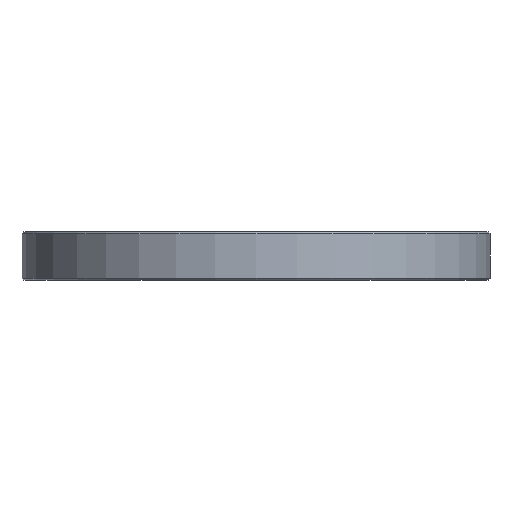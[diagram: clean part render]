
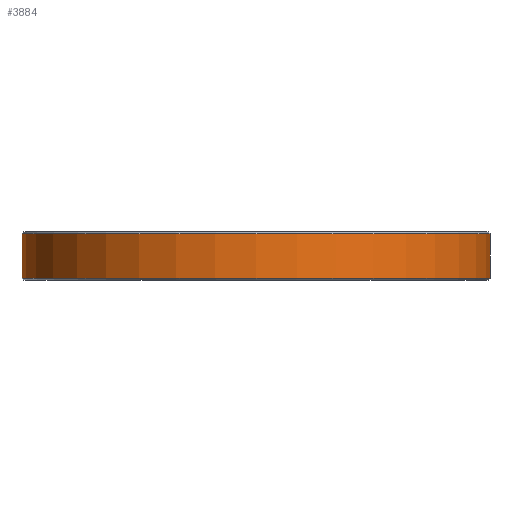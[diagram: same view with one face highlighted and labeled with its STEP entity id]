
A CAD part, front view. The second image highlights one B-rep face of the part: STEP entity #3884.
In plain terms, the highlighted cylindrical face has radius 6.075 mm (diameter 12.15 mm), a full revolution.
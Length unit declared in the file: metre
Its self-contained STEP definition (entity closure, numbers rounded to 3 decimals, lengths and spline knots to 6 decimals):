
#588=ORIENTED_EDGE('',*,*,#1808,.T.);
#589=ORIENTED_EDGE('',*,*,#1809,.T.);
#1808=EDGE_CURVE('',#2418,#2418,#2828,.T.);
#1809=EDGE_CURVE('',#2419,#2419,#2829,.F.);
#2418=VERTEX_POINT('',#6150);
#2419=VERTEX_POINT('',#6152);
#2828=CIRCLE('',#4132,0.006075);
#2829=CIRCLE('',#4133,0.006075);
#3178=EDGE_LOOP('',(#588));
#3179=EDGE_LOOP('',(#589));
#3444=FACE_BOUND('',#3178,.T.);
#3445=FACE_BOUND('',#3179,.T.);
#3710=CYLINDRICAL_SURFACE('',#4131,0.006075);
#3884=ADVANCED_FACE('',(#3444,#3445),#3710,.T.);
#4131=AXIS2_PLACEMENT_3D('',#6148,#4719,#4720);
#4132=AXIS2_PLACEMENT_3D('',#6149,#4721,#4722);
#4133=AXIS2_PLACEMENT_3D('',#6151,#4723,#4724);
#4719=DIRECTION('',(0.,0.,-1.));
#4720=DIRECTION('',(0.,1.,0.));
#4721=DIRECTION('',(0.,0.,1.));
#4722=DIRECTION('',(1.,0.,0.));
#4723=DIRECTION('',(0.,0.,1.));
#4724=DIRECTION('',(1.,0.,0.));
#6148=CARTESIAN_POINT('',(0.,0.,0.0005));
#6149=CARTESIAN_POINT('',(0.,0.,-0.000949));
#6150=CARTESIAN_POINT('',(0.006075,0.,-0.000949));
#6151=CARTESIAN_POINT('',(0.,0.,0.000203));
#6152=CARTESIAN_POINT('',(0.006075,0.,0.000203));
